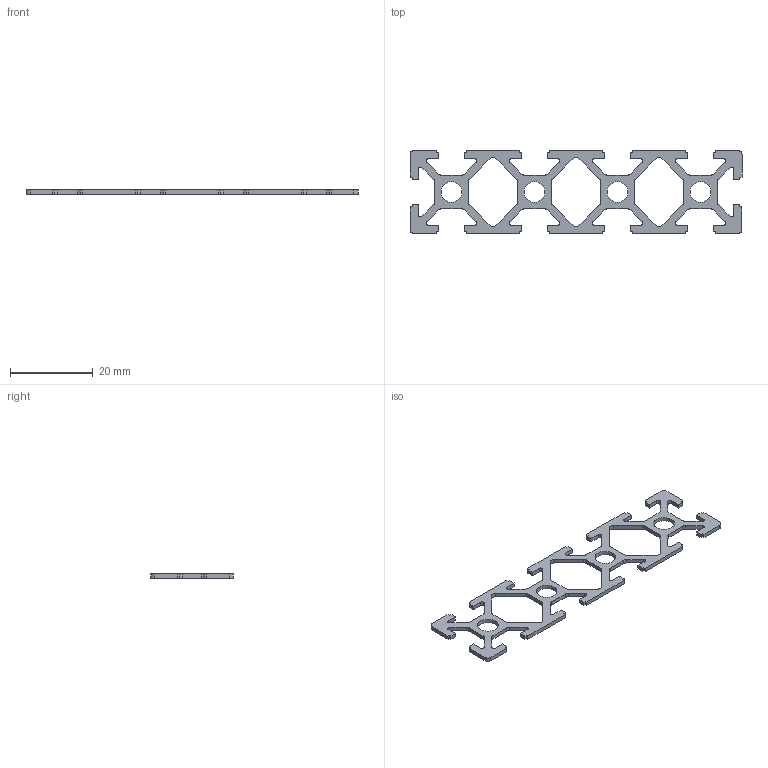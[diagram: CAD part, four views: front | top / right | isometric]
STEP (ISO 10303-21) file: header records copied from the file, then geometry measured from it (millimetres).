
FILE_DESCRIPTION(/* description */ ('Profilo 20x80 base'),/* implementation_level */ '2;1');
FILE_NAME(/* name */ 'PG2080.stp',/* time_stamp */ '2021-02-19T15:45:05+01:00',/* author */ ('omnitec'),/* organization */ (''),/* preprocessor_version */ 'ST-DEVELOPER v18.1',/* originating_system */ 'Autodesk Inventor 2021',/* authorisation */ '');
FILE_SCHEMA (('AUTOMOTIVE_DESIGN { 1 0 10303 214 3 1 1 }'));
Length unit declared in the file: millimetre
Products named in the file (1): PG2080---1,0
Bounding box: 80 x 20 x 1 mm (x, y, z)
Volume: 609.2 mm3; surface area: 1803.7 mm2
Topology: 1 solids, 1 shells, 210 faces, 624 edges, 416 vertices
Faces by surface type: plane 144, cylinder 66
Full cylindrical faces by diameter (mm): 5 x4
Entity records: 7089 total; most frequent: CARTESIAN_POINT 1251, ORIENTED_EDGE 1248, DIRECTION 1178, EDGE_CURVE 624, LINE 492, VECTOR 492, VERTEX_POINT 416, AXIS2_PLACEMENT_3D 343
